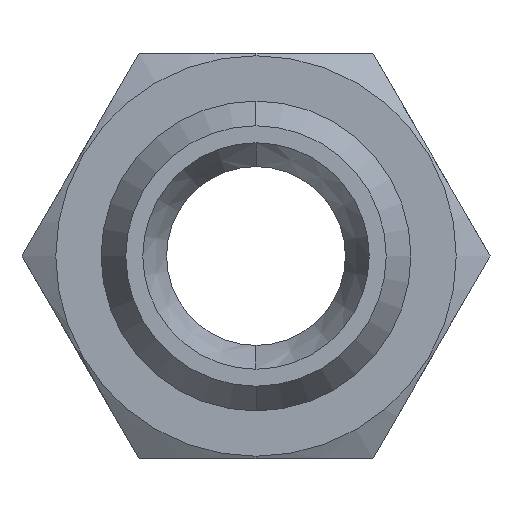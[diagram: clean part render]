
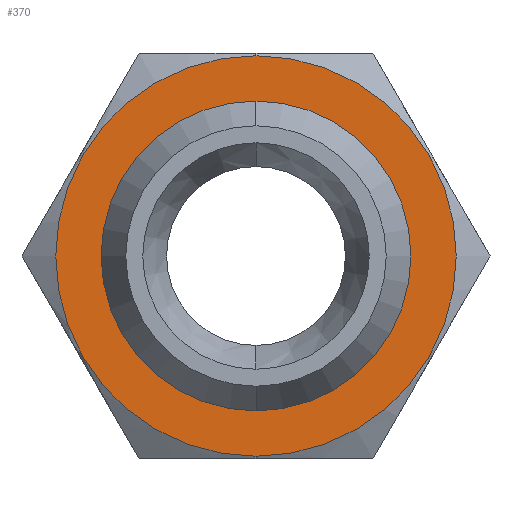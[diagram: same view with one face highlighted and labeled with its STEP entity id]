
A CAD part, front view. The second image highlights one B-rep face of the part: STEP entity #370.
In plain terms, the highlighted planar face has unit normal (0, -1, 0).
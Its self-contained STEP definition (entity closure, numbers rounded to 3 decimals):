
#95 = VERTEX_POINT ( 'NONE', #743 ) ;
#97 = EDGE_CURVE ( 'NONE', #106, #95, #734, .T. ) ;
#106 = VERTEX_POINT ( 'NONE', #717 ) ;
#192 = VERTEX_POINT ( 'NONE', #993 ) ;
#197 = VERTEX_POINT ( 'NONE', #956 ) ;
#290 = EDGE_CURVE ( 'NONE', #197, #192, #818, .T. ) ;
#367 = EDGE_LOOP ( 'NONE', ( #529, #528 ) ) ;
#370 = ADVANCED_FACE ( 'NONE', ( #1094, #1077 ), #1240, .T. ) ;
#372 = ORIENTED_EDGE ( 'NONE', *, *, #527, .F. ) ;
#373 = EDGE_CURVE ( 'NONE', #95, #106, #1245, .T. ) ;
#375 = ORIENTED_EDGE ( 'NONE', *, *, #290, .F. ) ;
#518 = EDGE_LOOP ( 'NONE', ( #375, #372 ) ) ;
#527 = EDGE_CURVE ( 'NONE', #192, #197, #1035, .T. ) ;
#528 = ORIENTED_EDGE ( 'NONE', *, *, #97, .T. ) ;
#529 = ORIENTED_EDGE ( 'NONE', *, *, #373, .T. ) ;
#717 = CARTESIAN_POINT ( 'NONE',  ( 0., 8., -8.4 ) ) ;
#723 = DIRECTION ( 'NONE',  ( 0., 0., -1. ) ) ;
#724 = DIRECTION ( 'NONE',  ( 0., -1., 0. ) ) ;
#725 = CARTESIAN_POINT ( 'NONE',  ( 0., 8., 0. ) ) ;
#726 = AXIS2_PLACEMENT_3D ( 'NONE', #725, #724, #723 ) ;
#734 = CIRCLE ( 'NONE', #726, 8.4 ) ;
#743 = CARTESIAN_POINT ( 'NONE',  ( 0., 8., 8.4 ) ) ;
#817 = CARTESIAN_POINT ( 'NONE',  ( 0., 8., 0. ) ) ;
#818 = CIRCLE ( 'NONE', #981, 6.5 ) ;
#956 = CARTESIAN_POINT ( 'NONE',  ( 0., 8., -6.5 ) ) ;
#979 = DIRECTION ( 'NONE',  ( 0., 0., -1. ) ) ;
#980 = DIRECTION ( 'NONE',  ( 0., -1., 0. ) ) ;
#981 = AXIS2_PLACEMENT_3D ( 'NONE', #817, #980, #979 ) ;
#993 = CARTESIAN_POINT ( 'NONE',  ( 0., 8., 6.5 ) ) ;
#1029 = DIRECTION ( 'NONE',  ( 0., 0., -1. ) ) ;
#1030 = AXIS2_PLACEMENT_3D ( 'NONE', #1036, #1038, #1029 ) ;
#1035 = CIRCLE ( 'NONE', #1030, 6.5 ) ;
#1036 = CARTESIAN_POINT ( 'NONE',  ( 0., 8., 0. ) ) ;
#1038 = DIRECTION ( 'NONE',  ( 0., -1., 0. ) ) ;
#1072 = DIRECTION ( 'NONE',  ( 0., -1., 0. ) ) ;
#1076 = CARTESIAN_POINT ( 'NONE',  ( 0., 8., 0. ) ) ;
#1077 = FACE_BOUND ( 'NONE', #518, .T. ) ;
#1094 = FACE_OUTER_BOUND ( 'NONE', #367, .T. ) ;
#1097 = CARTESIAN_POINT ( 'NONE',  ( 6.5, 8., 0. ) ) ;
#1227 = DIRECTION ( 'NONE',  ( 0., 0., -1. ) ) ;
#1228 = DIRECTION ( 'NONE',  ( 0., -1., 0. ) ) ;
#1232 = DIRECTION ( 'NONE',  ( 0., 0., -1. ) ) ;
#1234 = AXIS2_PLACEMENT_3D ( 'NONE', #1076, #1228, #1227 ) ;
#1240 = PLANE ( 'NONE',  #1242 ) ;
#1242 = AXIS2_PLACEMENT_3D ( 'NONE', #1097, #1072, #1232 ) ;
#1245 = CIRCLE ( 'NONE', #1234, 8.4 ) ;
